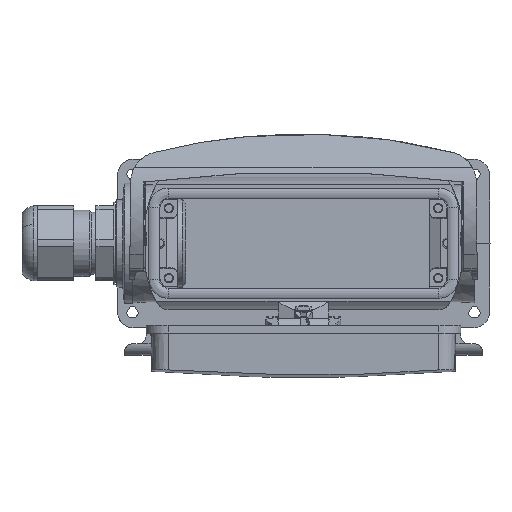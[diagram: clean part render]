
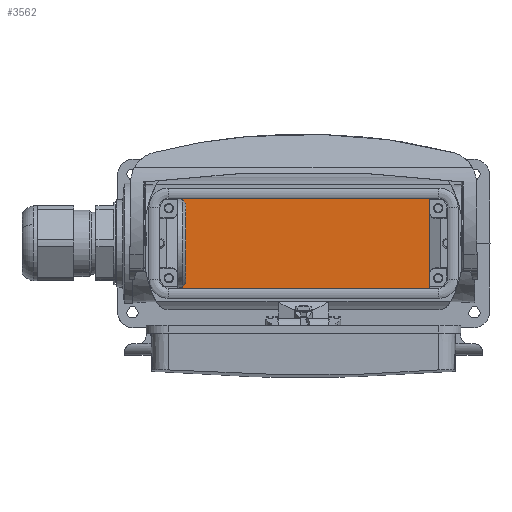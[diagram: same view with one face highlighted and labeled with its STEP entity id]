
A CAD part, top view. The second image highlights one B-rep face of the part: STEP entity #3562.
In plain terms, the highlighted planar face has unit normal (0, 0, 1).
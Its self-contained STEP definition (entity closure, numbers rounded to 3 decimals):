
#1914=FACE_OUTER_BOUND('',#5389,.T.);
#3562=ADVANCED_FACE('',(#1914),#4485,.F.);
#4485=PLANE('',#20833);
#5389=EDGE_LOOP('',(#8477,#8478,#8479,#8480));
#8477=ORIENTED_EDGE('',*,*,#14638,.F.);
#8478=ORIENTED_EDGE('',*,*,#14974,.T.);
#8479=ORIENTED_EDGE('',*,*,#14656,.F.);
#8480=ORIENTED_EDGE('',*,*,#14933,.T.);
#12593=VERTEX_POINT('',#29145);
#12594=VERTEX_POINT('',#29147);
#12610=VERTEX_POINT('',#29182);
#12611=VERTEX_POINT('',#29184);
#14638=EDGE_CURVE('',#12593,#12594,#17233,.T.);
#14656=EDGE_CURVE('',#12610,#12611,#17246,.T.);
#14933=EDGE_CURVE('',#12610,#12594,#17388,.T.);
#14974=EDGE_CURVE('',#12593,#12611,#17411,.T.);
#17233=LINE('',#29146,#18864);
#17246=LINE('',#29183,#18877);
#17388=LINE('',#29989,#19019);
#17411=LINE('',#30137,#19042);
#18864=VECTOR('',#23142,1.);
#18877=VECTOR('',#23169,1.);
#19019=VECTOR('',#23615,1.);
#19042=VECTOR('',#23666,1.);
#20833=AXIS2_PLACEMENT_3D('',#30505,#23896,#23897);
#23142=DIRECTION('',(0.,-1.,0.));
#23169=DIRECTION('',(0.,1.,0.));
#23615=DIRECTION('',(1.,0.,0.));
#23666=DIRECTION('',(-1.,0.,0.));
#23896=DIRECTION('',(0.,0.,-1.));
#23897=DIRECTION('',(-1.,0.,0.));
#29145=CARTESIAN_POINT('',(48.488,17.425,-70.2));
#29146=CARTESIAN_POINT('',(48.488,0.,-70.2));
#29147=CARTESIAN_POINT('',(48.488,-17.425,-70.2));
#29182=CARTESIAN_POINT('',(-48.488,-17.425,-70.2));
#29183=CARTESIAN_POINT('',(-48.488,-13.649,-70.2));
#29184=CARTESIAN_POINT('',(-48.488,17.425,-70.2));
#29989=CARTESIAN_POINT('',(0.,-17.425,-70.2));
#30137=CARTESIAN_POINT('',(0.,17.425,-70.2));
#30505=CARTESIAN_POINT('',(0.,0.,-70.2));
